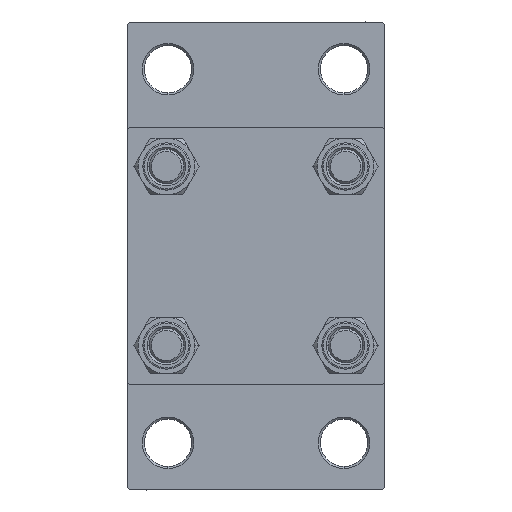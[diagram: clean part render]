
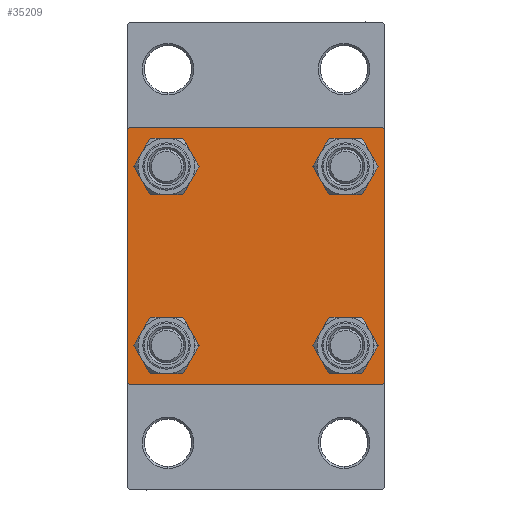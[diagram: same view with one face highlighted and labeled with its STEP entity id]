
A CAD part, left-side view. The second image highlights one B-rep face of the part: STEP entity #35209.
In plain terms, the highlighted planar face has unit normal (-1, 0, 0).
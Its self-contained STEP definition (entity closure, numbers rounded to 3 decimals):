
#581 = DIRECTION ( 'NONE',  ( 0., 0.707, 0.707 ) ) ;
#631 = LINE ( 'NONE', #7362, #5911 ) ;
#704 = AXIS2_PLACEMENT_3D ( 'NONE', #30280, #44907, #12048 ) ;
#801 = CIRCLE ( 'NONE', #11532, 4.5 ) ;
#1104 = EDGE_LOOP ( 'NONE', ( #5824, #33056 ) ) ;
#1227 = ORIENTED_EDGE ( 'NONE', *, *, #36670, .T. ) ;
#1651 = VERTEX_POINT ( 'NONE', #11758 ) ;
#1778 = DIRECTION ( 'NONE',  ( 0., 0., 1. ) ) ;
#2402 = EDGE_CURVE ( 'NONE', #1651, #26440, #36985, .T. ) ;
#2577 = AXIS2_PLACEMENT_3D ( 'NONE', #36921, #21807, #14363 ) ;
#2743 = CARTESIAN_POINT ( 'NONE',  ( 0., 29.5, -30. ) ) ;
#2860 = EDGE_LOOP ( 'NONE', ( #8870, #33063 ) ) ;
#3032 = VERTEX_POINT ( 'NONE', #2743 ) ;
#3316 = CARTESIAN_POINT ( 'NONE',  ( 0., 29.5, 30. ) ) ;
#3417 = LINE ( 'NONE', #41478, #31650 ) ;
#3617 = CIRCLE ( 'NONE', #11270, 4.5 ) ;
#4737 = FACE_BOUND ( 'NONE', #43187, .T. ) ;
#5191 = ORIENTED_EDGE ( 'NONE', *, *, #26010, .F. ) ;
#5241 = EDGE_CURVE ( 'NONE', #3032, #16438, #16420, .T. ) ;
#5279 = VECTOR ( 'NONE', #581, 1000. ) ;
#5414 = AXIS2_PLACEMENT_3D ( 'NONE', #30816, #20009, #1778 ) ;
#5567 = AXIS2_PLACEMENT_3D ( 'NONE', #38422, #6273, #13463 ) ;
#5824 = ORIENTED_EDGE ( 'NONE', *, *, #37955, .T. ) ;
#5911 = VECTOR ( 'NONE', #40456, 1000. ) ;
#6215 = CARTESIAN_POINT ( 'NONE',  ( 0., 30., -29.5 ) ) ;
#6273 = DIRECTION ( 'NONE',  ( 1., 0., 0. ) ) ;
#6304 = ORIENTED_EDGE ( 'NONE', *, *, #17024, .T. ) ;
#6343 = DIRECTION ( 'NONE',  ( 0., -1., 0. ) ) ;
#7059 = DIRECTION ( 'NONE',  ( 0., -0.707, 0.707 ) ) ;
#7348 = CARTESIAN_POINT ( 'NONE',  ( 0., 30., 30. ) ) ;
#7362 = CARTESIAN_POINT ( 'NONE',  ( 0., -30., 30. ) ) ;
#7868 = FACE_BOUND ( 'NONE', #2860, .T. ) ;
#8053 = CARTESIAN_POINT ( 'NONE',  ( 0., 29.75, 29.75 ) ) ;
#8375 = CIRCLE ( 'NONE', #704, 4.5 ) ;
#8727 = VECTOR ( 'NONE', #6343, 1000. ) ;
#8802 = CARTESIAN_POINT ( 'NONE',  ( 0., -20.85, 20.85 ) ) ;
#8870 = ORIENTED_EDGE ( 'NONE', *, *, #28531, .T. ) ;
#9258 = ORIENTED_EDGE ( 'NONE', *, *, #39157, .T. ) ;
#10377 = VERTEX_POINT ( 'NONE', #29740 ) ;
#10440 = CARTESIAN_POINT ( 'NONE',  ( 0., -30., -29.5 ) ) ;
#10990 = CARTESIAN_POINT ( 'NONE',  ( 0., -20.85, 25.35 ) ) ;
#11103 = CARTESIAN_POINT ( 'NONE',  ( 0., -29.5, 30. ) ) ;
#11270 = AXIS2_PLACEMENT_3D ( 'NONE', #21516, #14545, #39048 ) ;
#11532 = AXIS2_PLACEMENT_3D ( 'NONE', #8802, #34232, #12398 ) ;
#11758 = CARTESIAN_POINT ( 'NONE',  ( 0., -20.85, -25.35 ) ) ;
#11938 = FACE_BOUND ( 'NONE', #35257, .T. ) ;
#12048 = DIRECTION ( 'NONE',  ( 0., 0., 1. ) ) ;
#12393 = DIRECTION ( 'NONE',  ( 1., 0., 0. ) ) ;
#12398 = DIRECTION ( 'NONE',  ( 0., 0., 1. ) ) ;
#13307 = ORIENTED_EDGE ( 'NONE', *, *, #16745, .T. ) ;
#13463 = DIRECTION ( 'NONE',  ( 0., 0., 1. ) ) ;
#13900 = ORIENTED_EDGE ( 'NONE', *, *, #44402, .T. ) ;
#14363 = DIRECTION ( 'NONE',  ( 0., 0., 1. ) ) ;
#14366 = DIRECTION ( 'NONE',  ( 1., 0., 0. ) ) ;
#14497 = LINE ( 'NONE', #14982, #5279 ) ;
#14545 = DIRECTION ( 'NONE',  ( 1., 0., 0. ) ) ;
#14982 = CARTESIAN_POINT ( 'NONE',  ( 0., -29.75, 29.75 ) ) ;
#15035 = ORIENTED_EDGE ( 'NONE', *, *, #17152, .F. ) ;
#15381 = VERTEX_POINT ( 'NONE', #38204 ) ;
#15418 = LINE ( 'NONE', #44456, #15936 ) ;
#15521 = FACE_BOUND ( 'NONE', #1104, .T. ) ;
#15936 = VECTOR ( 'NONE', #19495, 1000. ) ;
#16420 = LINE ( 'NONE', #31064, #8727 ) ;
#16438 = VERTEX_POINT ( 'NONE', #31246 ) ;
#16450 = CARTESIAN_POINT ( 'NONE',  ( 0., -20.85, -20.85 ) ) ;
#16664 = ORIENTED_EDGE ( 'NONE', *, *, #46319, .T. ) ;
#16745 = EDGE_CURVE ( 'NONE', #39995, #10377, #45727, .T. ) ;
#17024 = EDGE_CURVE ( 'NONE', #30202, #39256, #3617, .T. ) ;
#17152 = EDGE_CURVE ( 'NONE', #17714, #34074, #631, .T. ) ;
#17714 = VERTEX_POINT ( 'NONE', #47150 ) ;
#18662 = CARTESIAN_POINT ( 'NONE',  ( 0., 0., 0. ) ) ;
#18897 = FACE_OUTER_BOUND ( 'NONE', #35564, .T. ) ;
#19122 = EDGE_CURVE ( 'NONE', #24058, #21581, #15418, .T. ) ;
#19495 = DIRECTION ( 'NONE',  ( 0., 0., -1. ) ) ;
#19895 = CARTESIAN_POINT ( 'NONE',  ( 0., 20.85, 25.35 ) ) ;
#19967 = CARTESIAN_POINT ( 'NONE',  ( 0., -20.85, -16.35 ) ) ;
#20009 = DIRECTION ( 'NONE',  ( 1., 0., 0. ) ) ;
#21423 = CARTESIAN_POINT ( 'NONE',  ( 0., 20.85, -16.35 ) ) ;
#21516 = CARTESIAN_POINT ( 'NONE',  ( 0., 20.85, -20.85 ) ) ;
#21581 = VERTEX_POINT ( 'NONE', #6215 ) ;
#21807 = DIRECTION ( 'NONE',  ( 1., 0., 0. ) ) ;
#21924 = LINE ( 'NONE', #36564, #46268 ) ;
#22039 = CIRCLE ( 'NONE', #23574, 4.5 ) ;
#22458 = DIRECTION ( 'NONE',  ( 0., -1., 0. ) ) ;
#22502 = DIRECTION ( 'NONE',  ( -1., 0., 0. ) ) ;
#23348 = ORIENTED_EDGE ( 'NONE', *, *, #32219, .T. ) ;
#23574 = AXIS2_PLACEMENT_3D ( 'NONE', #16450, #12393, #41417 ) ;
#24058 = VERTEX_POINT ( 'NONE', #27606 ) ;
#24907 = EDGE_CURVE ( 'NONE', #15381, #37861, #8375, .T. ) ;
#25654 = DIRECTION ( 'NONE',  ( 0., 0., 1. ) ) ;
#25814 = LINE ( 'NONE', #7348, #47471 ) ;
#26010 = EDGE_CURVE ( 'NONE', #35145, #32533, #25814, .T. ) ;
#26330 = PLANE ( 'NONE',  #42957 ) ;
#26440 = VERTEX_POINT ( 'NONE', #19967 ) ;
#27606 = CARTESIAN_POINT ( 'NONE',  ( 0., 30., 29.5 ) ) ;
#28531 = EDGE_CURVE ( 'NONE', #26440, #1651, #22039, .T. ) ;
#29740 = CARTESIAN_POINT ( 'NONE',  ( 0., 20.85, 16.35 ) ) ;
#30113 = DIRECTION ( 'NONE',  ( 0., 0.707, -0.707 ) ) ;
#30202 = VERTEX_POINT ( 'NONE', #21423 ) ;
#30280 = CARTESIAN_POINT ( 'NONE',  ( 0., -20.85, 20.85 ) ) ;
#30425 = AXIS2_PLACEMENT_3D ( 'NONE', #36452, #14366, #25654 ) ;
#30816 = CARTESIAN_POINT ( 'NONE',  ( 0., 20.85, 20.85 ) ) ;
#31064 = CARTESIAN_POINT ( 'NONE',  ( 0., 30., -30. ) ) ;
#31246 = CARTESIAN_POINT ( 'NONE',  ( 0., -29.5, -30. ) ) ;
#31650 = VECTOR ( 'NONE', #36286, 1000. ) ;
#32219 = EDGE_CURVE ( 'NONE', #17714, #32533, #14497, .T. ) ;
#32533 = VERTEX_POINT ( 'NONE', #11103 ) ;
#33056 = ORIENTED_EDGE ( 'NONE', *, *, #24907, .T. ) ;
#33063 = ORIENTED_EDGE ( 'NONE', *, *, #2402, .T. ) ;
#34074 = VERTEX_POINT ( 'NONE', #10440 ) ;
#34232 = DIRECTION ( 'NONE',  ( 1., 0., 0. ) ) ;
#35145 = VERTEX_POINT ( 'NONE', #3316 ) ;
#35209 = ADVANCED_FACE ( 'NONE', ( #15521, #7868, #11938, #4737, #18897 ), #26330, .T. ) ;
#35257 = EDGE_LOOP ( 'NONE', ( #6304, #16664 ) ) ;
#35367 = CARTESIAN_POINT ( 'NONE',  ( 0., 20.85, -25.35 ) ) ;
#35564 = EDGE_LOOP ( 'NONE', ( #40448, #13900, #46491, #47156, #15035, #23348, #5191, #1227 ) ) ;
#36266 = CIRCLE ( 'NONE', #2577, 4.5 ) ;
#36286 = DIRECTION ( 'NONE',  ( 0., -0.707, -0.707 ) ) ;
#36452 = CARTESIAN_POINT ( 'NONE',  ( 0., 20.85, 20.85 ) ) ;
#36564 = CARTESIAN_POINT ( 'NONE',  ( 0., -29.75, -29.75 ) ) ;
#36670 = EDGE_CURVE ( 'NONE', #35145, #24058, #40910, .T. ) ;
#36899 = DIRECTION ( 'NONE',  ( 0., 0., 1. ) ) ;
#36921 = CARTESIAN_POINT ( 'NONE',  ( 0., 20.85, -20.85 ) ) ;
#36985 = CIRCLE ( 'NONE', #5567, 4.5 ) ;
#37861 = VERTEX_POINT ( 'NONE', #10990 ) ;
#37955 = EDGE_CURVE ( 'NONE', #37861, #15381, #801, .T. ) ;
#38204 = CARTESIAN_POINT ( 'NONE',  ( 0., -20.85, 16.35 ) ) ;
#38422 = CARTESIAN_POINT ( 'NONE',  ( 0., -20.85, -20.85 ) ) ;
#39048 = DIRECTION ( 'NONE',  ( 0., 0., 1. ) ) ;
#39157 = EDGE_CURVE ( 'NONE', #10377, #39995, #46786, .T. ) ;
#39256 = VERTEX_POINT ( 'NONE', #35367 ) ;
#39995 = VERTEX_POINT ( 'NONE', #19895 ) ;
#40448 = ORIENTED_EDGE ( 'NONE', *, *, #19122, .T. ) ;
#40456 = DIRECTION ( 'NONE',  ( 0., 0., -1. ) ) ;
#40910 = LINE ( 'NONE', #8053, #42089 ) ;
#41417 = DIRECTION ( 'NONE',  ( 0., 0., 1. ) ) ;
#41478 = CARTESIAN_POINT ( 'NONE',  ( 0., 29.75, -29.75 ) ) ;
#42089 = VECTOR ( 'NONE', #30113, 1000. ) ;
#42957 = AXIS2_PLACEMENT_3D ( 'NONE', #18662, #22502, #36899 ) ;
#43187 = EDGE_LOOP ( 'NONE', ( #13307, #9258 ) ) ;
#44402 = EDGE_CURVE ( 'NONE', #21581, #3032, #3417, .T. ) ;
#44456 = CARTESIAN_POINT ( 'NONE',  ( 0., 30., 30. ) ) ;
#44907 = DIRECTION ( 'NONE',  ( 1., 0., 0. ) ) ;
#45727 = CIRCLE ( 'NONE', #30425, 4.5 ) ;
#46268 = VECTOR ( 'NONE', #7059, 1000. ) ;
#46319 = EDGE_CURVE ( 'NONE', #39256, #30202, #36266, .T. ) ;
#46491 = ORIENTED_EDGE ( 'NONE', *, *, #5241, .T. ) ;
#46786 = CIRCLE ( 'NONE', #5414, 4.5 ) ;
#46950 = EDGE_CURVE ( 'NONE', #16438, #34074, #21924, .T. ) ;
#47150 = CARTESIAN_POINT ( 'NONE',  ( 0., -30., 29.5 ) ) ;
#47156 = ORIENTED_EDGE ( 'NONE', *, *, #46950, .T. ) ;
#47471 = VECTOR ( 'NONE', #22458, 1000. ) ;
